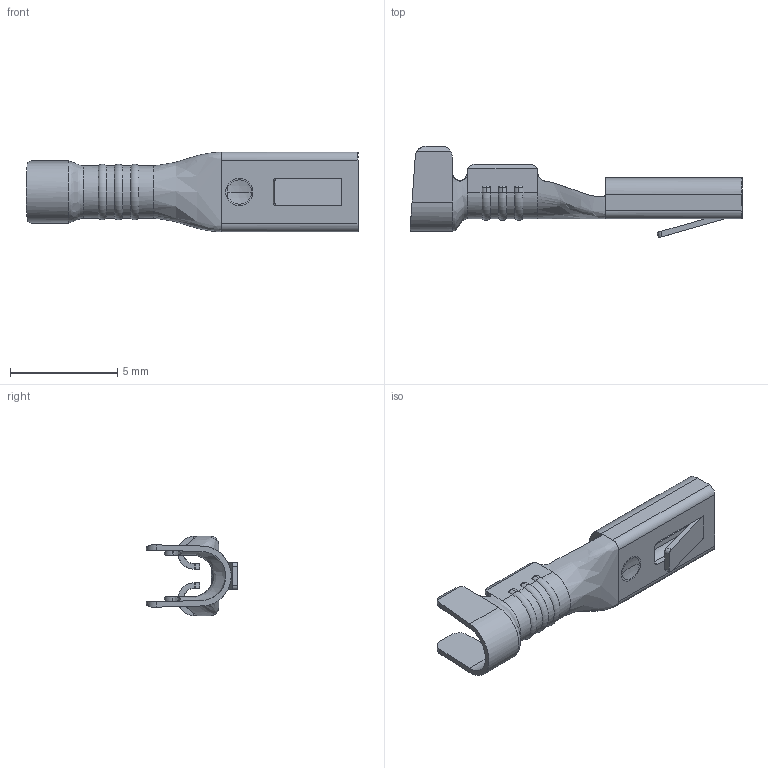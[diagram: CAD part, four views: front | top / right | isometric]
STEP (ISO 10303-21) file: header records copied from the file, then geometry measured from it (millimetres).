
FILE_DESCRIPTION (( 'STEP AP203' ), '1' );
FILE_NAME ('07245.STEP', '2015-01-28T20:25:35', ( '' ), ( '' ), 'SwSTEP 2.0', 'SolidWorks 2014', '' );
FILE_SCHEMA (( 'CONFIG_CONTROL_DESIGN' ));
Length unit declared in the file: inch
Products named in the file (1): 07245
Bounding box: 15.49 x 4.27 x 3.71 mm (x, y, z)
Volume: 29.2 mm3; surface area: 256.3 mm2
Topology: 1 solids, 1 shells, 171 faces, 444 edges, 277 vertices
Faces by surface type: plane 79, cylinder 49, torus 17, bspline 16, cone 6, sphere 4
Entity records: 6158 total; most frequent: CARTESIAN_POINT 2067, ORIENTED_EDGE 888, DIRECTION 777, EDGE_CURVE 444, VERTEX_POINT 277, AXIS2_PLACEMENT_3D 269, VECTOR 239, LINE 239
